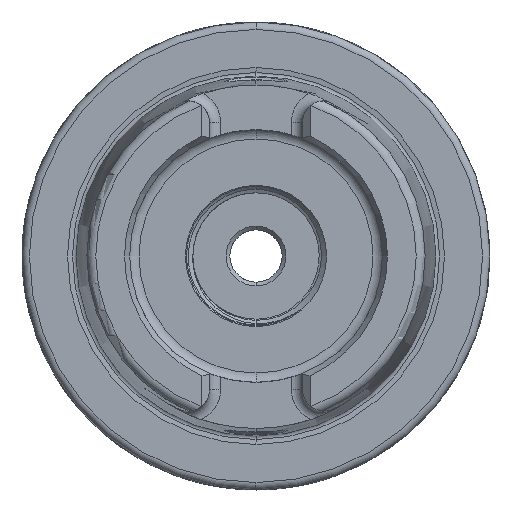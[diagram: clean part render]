
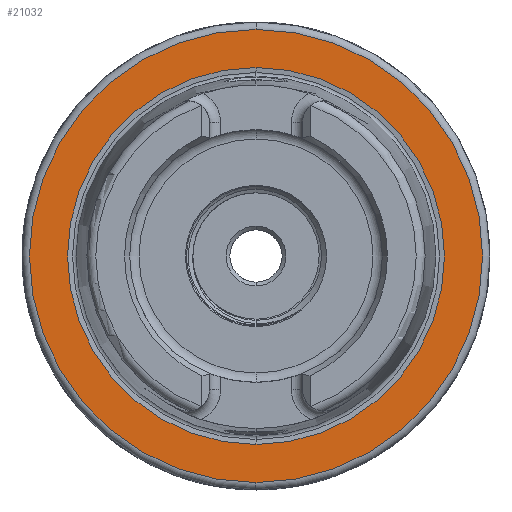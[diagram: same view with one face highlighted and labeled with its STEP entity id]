
A CAD part, left-side view. The second image highlights one B-rep face of the part: STEP entity #21032.
In plain terms, the highlighted planar face has unit normal (-1, 0, 0).
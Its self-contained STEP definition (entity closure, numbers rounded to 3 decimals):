
#66 = CARTESIAN_POINT ( 'NONE',  ( 0., 0., 0. ) ) ;
#72 = DIRECTION ( 'NONE',  ( 0., 0., 1. ) ) ;
#91 = DIRECTION ( 'NONE',  ( -1., 0., 0. ) ) ;
#410 = CIRCLE ( 'NONE', #29361, 25.369 ) ;
#673 = FACE_OUTER_BOUND ( 'NONE', #28581, .T. ) ;
#677 = FACE_BOUND ( 'NONE', #28382, .T. ) ;
#1467 = VERTEX_POINT ( 'NONE', #25604 ) ;
#2499 = DIRECTION ( 'NONE',  ( 0., 0., 1. ) ) ;
#2505 = CARTESIAN_POINT ( 'NONE',  ( 0., 0., 0. ) ) ;
#2514 = DIRECTION ( 'NONE',  ( -1., 0., 0. ) ) ;
#2536 = DIRECTION ( 'NONE',  ( 1., 0., 0. ) ) ;
#2546 = CARTESIAN_POINT ( 'NONE',  ( 0., 0., 0. ) ) ;
#2560 = DIRECTION ( 'NONE',  ( 0., 0., -1. ) ) ;
#6830 = DIRECTION ( 'NONE',  ( 1., 0., 0. ) ) ;
#6885 = CARTESIAN_POINT ( 'NONE',  ( 0., 0., 0. ) ) ;
#6908 = DIRECTION ( 'NONE',  ( 0., 0., -1. ) ) ;
#9703 = CARTESIAN_POINT ( 'NONE',  ( 0., 0., -30.5 ) ) ;
#9710 = CARTESIAN_POINT ( 'NONE',  ( 0., 25.369, 0. ) ) ;
#9734 = CARTESIAN_POINT ( 'NONE',  ( 0., 0., 25.369 ) ) ;
#9750 = DIRECTION ( 'NONE',  ( -1., 0., 0. ) ) ;
#9768 = DIRECTION ( 'NONE',  ( 0., 0., 1. ) ) ;
#9781 = PLANE ( 'NONE',  #29476 ) ;
#9879 = CARTESIAN_POINT ( 'NONE',  ( 0., 0., -25.369 ) ) ;
#11109 = EDGE_CURVE ( 'NONE', #29651, #1467, #15985, .T. ) ;
#11120 = EDGE_CURVE ( 'NONE', #29666, #29660, #15960, .T. ) ;
#12992 = EDGE_CURVE ( 'NONE', #1467, #29651, #15423, .T. ) ;
#13226 = EDGE_CURVE ( 'NONE', #29660, #29666, #410, .T. ) ;
#15423 = CIRCLE ( 'NONE', #29278, 30.5 ) ;
#15960 = CIRCLE ( 'NONE', #29153, 25.369 ) ;
#15985 = CIRCLE ( 'NONE', #29189, 30.5 ) ;
#19203 = ORIENTED_EDGE ( 'NONE', *, *, #12992, .T. ) ;
#19266 = ORIENTED_EDGE ( 'NONE', *, *, #13226, .T. ) ;
#19267 = ORIENTED_EDGE ( 'NONE', *, *, #11120, .T. ) ;
#19269 = ORIENTED_EDGE ( 'NONE', *, *, #11109, .T. ) ;
#21032 = ADVANCED_FACE ( 'NONE', ( #673, #677 ), #9781, .T. ) ;
#25604 = CARTESIAN_POINT ( 'NONE',  ( 0., 0., 30.5 ) ) ;
#28382 = EDGE_LOOP ( 'NONE', ( #19266, #19267 ) ) ;
#28581 = EDGE_LOOP ( 'NONE', ( #19203, #19269 ) ) ;
#29153 = AXIS2_PLACEMENT_3D ( 'NONE', #2546, #2536, #2560 ) ;
#29189 = AXIS2_PLACEMENT_3D ( 'NONE', #2505, #2514, #2499 ) ;
#29278 = AXIS2_PLACEMENT_3D ( 'NONE', #66, #91, #72 ) ;
#29361 = AXIS2_PLACEMENT_3D ( 'NONE', #6885, #6830, #6908 ) ;
#29476 = AXIS2_PLACEMENT_3D ( 'NONE', #9710, #9750, #9768 ) ;
#29651 = VERTEX_POINT ( 'NONE', #9703 ) ;
#29660 = VERTEX_POINT ( 'NONE', #9734 ) ;
#29666 = VERTEX_POINT ( 'NONE', #9879 ) ;
